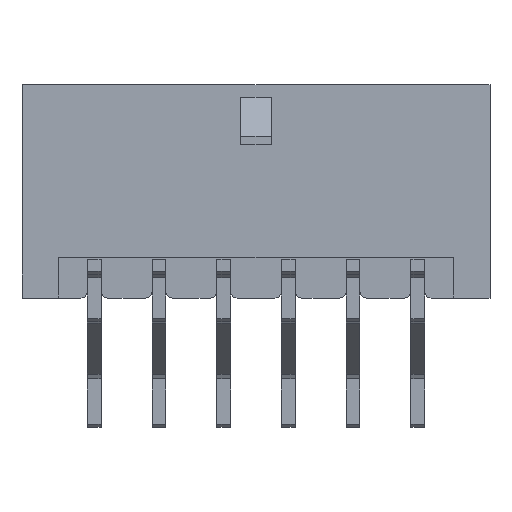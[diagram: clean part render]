
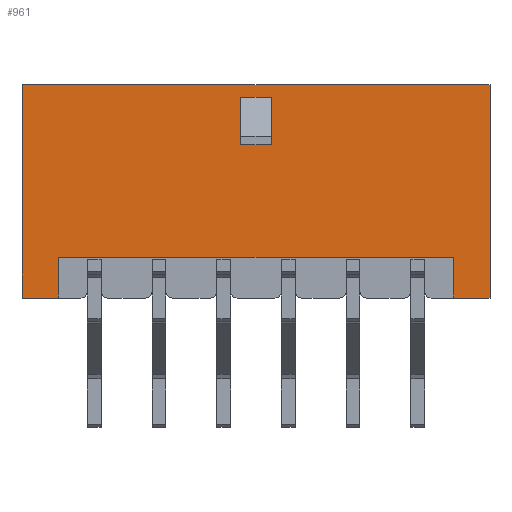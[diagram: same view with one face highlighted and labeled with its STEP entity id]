
A CAD part, front view. The second image highlights one B-rep face of the part: STEP entity #961.
In plain terms, the highlighted planar face has unit normal (0, -1, 0).
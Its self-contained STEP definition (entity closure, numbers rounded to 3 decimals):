
#961 = ADVANCED_FACE( '', ( #1969, #1970 ), #1971, .T. );
#1969 = FACE_BOUND( '', #3098, .T. );
#1970 = FACE_OUTER_BOUND( '', #3099, .T. );
#1971 = PLANE( '', #3100 );
#3098 = EDGE_LOOP( '', ( #5531, #5532, #5533, #5534 ) );
#3099 = EDGE_LOOP( '', ( #5535, #5536, #5537, #5538, #5539, #5540, #5541, #5542 ) );
#3100 = AXIS2_PLACEMENT_3D( '', #5543, #5544, #5545 );
#5531 = ORIENTED_EDGE( '', *, *, #7495, .F. );
#5532 = ORIENTED_EDGE( '', *, *, #8242, .F. );
#5533 = ORIENTED_EDGE( '', *, *, #8243, .T. );
#5534 = ORIENTED_EDGE( '', *, *, #7870, .T. );
#5535 = ORIENTED_EDGE( '', *, *, #8244, .T. );
#5536 = ORIENTED_EDGE( '', *, *, #8245, .T. );
#5537 = ORIENTED_EDGE( '', *, *, #7475, .F. );
#5538 = ORIENTED_EDGE( '', *, *, #7933, .T. );
#5539 = ORIENTED_EDGE( '', *, *, #8246, .T. );
#5540 = ORIENTED_EDGE( '', *, *, #8247, .F. );
#5541 = ORIENTED_EDGE( '', *, *, #8248, .F. );
#5542 = ORIENTED_EDGE( '', *, *, #8249, .T. );
#5543 = CARTESIAN_POINT( '', ( 10.85, -3.43, -4.95 ) );
#5544 = DIRECTION( '', ( 0., -1., 0. ) );
#5545 = DIRECTION( '', ( 0., 0., -1. ) );
#7475 = EDGE_CURVE( '', #9121, #9123, #9124, .T. );
#7495 = EDGE_CURVE( '', #9156, #9151, #9158, .T. );
#7870 = EDGE_CURVE( '', #9774, #9151, #9775, .T. );
#7933 = EDGE_CURVE( '', #9121, #9864, #9866, .T. );
#8242 = EDGE_CURVE( '', #10312, #9156, #10313, .T. );
#8243 = EDGE_CURVE( '', #10312, #9774, #10314, .T. );
#8244 = EDGE_CURVE( '', #10315, #10316, #10317, .T. );
#8245 = EDGE_CURVE( '', #10316, #9123, #10318, .T. );
#8246 = EDGE_CURVE( '', #9864, #10319, #10320, .T. );
#8247 = EDGE_CURVE( '', #10321, #10319, #10322, .T. );
#8248 = EDGE_CURVE( '', #10323, #10321, #10324, .T. );
#8249 = EDGE_CURVE( '', #10323, #10315, #10325, .T. );
#9121 = VERTEX_POINT( '', #11481 );
#9123 = VERTEX_POINT( '', #11484 );
#9124 = LINE( '', #11485, #11486 );
#9151 = VERTEX_POINT( '', #11525 );
#9156 = VERTEX_POINT( '', #11532 );
#9158 = LINE( '', #11535, #11536 );
#9774 = VERTEX_POINT( '', #12445 );
#9775 = LINE( '', #12446, #12447 );
#9864 = VERTEX_POINT( '', #12581 );
#9866 = LINE( '', #12584, #12585 );
#10312 = VERTEX_POINT( '', #13257 );
#10313 = LINE( '', #13258, #13259 );
#10314 = LINE( '', #13260, #13261 );
#10315 = VERTEX_POINT( '', #13262 );
#10316 = VERTEX_POINT( '', #13263 );
#10317 = LINE( '', #13264, #13265 );
#10318 = LINE( '', #13266, #13267 );
#10319 = VERTEX_POINT( '', #13268 );
#10320 = LINE( '', #13269, #13270 );
#10321 = VERTEX_POINT( '', #13271 );
#10322 = LINE( '', #13272, #13273 );
#10323 = VERTEX_POINT( '', #13274 );
#10324 = LINE( '', #13275, #13276 );
#10325 = LINE( '', #13277, #13278 );
#11481 = CARTESIAN_POINT( '', ( 10.85, -3.43, -4.95 ) );
#11484 = CARTESIAN_POINT( '', ( 9.15, -3.43, -4.95 ) );
#11485 = CARTESIAN_POINT( '', ( 10.85, -3.43, -4.95 ) );
#11486 = VECTOR( '', #14231, 1000. );
#11525 = CARTESIAN_POINT( '', ( -0.7, -3.43, 4.35 ) );
#11532 = CARTESIAN_POINT( '', ( 0.7, -3.43, 4.35 ) );
#11535 = CARTESIAN_POINT( '', ( 0.7, -3.43, 4.35 ) );
#11536 = VECTOR( '', #14247, 1000. );
#12445 = CARTESIAN_POINT( '', ( -0.7, -3.43, 2.15 ) );
#12446 = CARTESIAN_POINT( '', ( -0.7, -3.43, 2.15 ) );
#12447 = VECTOR( '', #14577, 1000. );
#12581 = CARTESIAN_POINT( '', ( 10.85, -3.43, 4.95 ) );
#12584 = CARTESIAN_POINT( '', ( 10.85, -3.43, -4.95 ) );
#12585 = VECTOR( '', #14624, 1000. );
#13257 = CARTESIAN_POINT( '', ( 0.7, -3.43, 2.15 ) );
#13258 = CARTESIAN_POINT( '', ( 0.7, -3.43, 2.15 ) );
#13259 = VECTOR( '', #14881, 1000. );
#13260 = CARTESIAN_POINT( '', ( 0.7, -3.43, 2.15 ) );
#13261 = VECTOR( '', #14882, 1000. );
#13262 = CARTESIAN_POINT( '', ( -9.15, -3.43, -3.05 ) );
#13263 = CARTESIAN_POINT( '', ( 9.15, -3.43, -3.05 ) );
#13264 = CARTESIAN_POINT( '', ( -9.15, -3.43, -3.05 ) );
#13265 = VECTOR( '', #14883, 1000. );
#13266 = CARTESIAN_POINT( '', ( 9.15, -3.43, -3.05 ) );
#13267 = VECTOR( '', #14884, 1000. );
#13268 = CARTESIAN_POINT( '', ( -10.85, -3.43, 4.95 ) );
#13269 = CARTESIAN_POINT( '', ( 10.85, -3.43, 4.95 ) );
#13270 = VECTOR( '', #14885, 1000. );
#13271 = CARTESIAN_POINT( '', ( -10.85, -3.43, -4.95 ) );
#13272 = CARTESIAN_POINT( '', ( -10.85, -3.43, -4.95 ) );
#13273 = VECTOR( '', #14886, 1000. );
#13274 = CARTESIAN_POINT( '', ( -9.15, -3.43, -4.95 ) );
#13275 = CARTESIAN_POINT( '', ( 10.85, -3.43, -4.95 ) );
#13276 = VECTOR( '', #14887, 1000. );
#13277 = CARTESIAN_POINT( '', ( -9.15, -3.43, -4.95 ) );
#13278 = VECTOR( '', #14888, 1000. );
#14231 = DIRECTION( '', ( -1., 0., 0. ) );
#14247 = DIRECTION( '', ( -1., 0., 0. ) );
#14577 = DIRECTION( '', ( 0., 0., 1. ) );
#14624 = DIRECTION( '', ( 0., 0., 1. ) );
#14881 = DIRECTION( '', ( 0., 0., 1. ) );
#14882 = DIRECTION( '', ( -1., 0., 0. ) );
#14883 = DIRECTION( '', ( 1., 0., 0. ) );
#14884 = DIRECTION( '', ( 0., 0., -1. ) );
#14885 = DIRECTION( '', ( -1., 0., 0. ) );
#14886 = DIRECTION( '', ( 0., 0., 1. ) );
#14887 = DIRECTION( '', ( -1., 0., 0. ) );
#14888 = DIRECTION( '', ( 0., 0., 1. ) );
